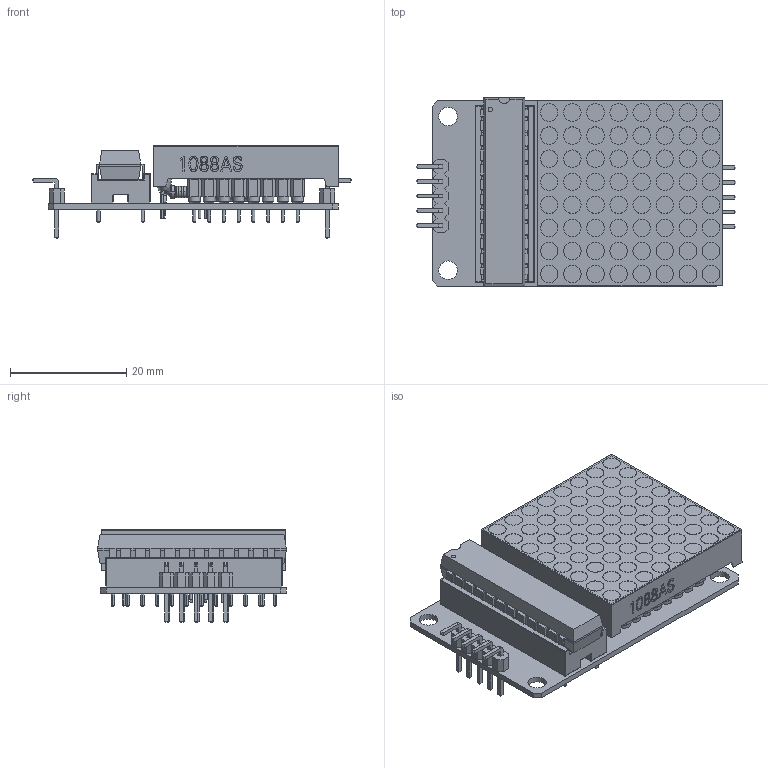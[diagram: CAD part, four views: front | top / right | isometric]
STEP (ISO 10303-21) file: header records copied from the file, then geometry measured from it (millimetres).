
FILE_DESCRIPTION (( 'STEP AP214' ), '1' );
FILE_NAME ('MAX7219 8x8 LED Dot Matrix Display Module.STEP', '2019-11-14T17:17:16', ( '' ), ( '' ), 'SwSTEP 2.0', 'SolidWorks 2019', '' );
FILE_SCHEMA (( 'AUTOMOTIVE_DESIGN' ));
Length unit declared in the file: millimetre
Products named in the file (9): MAX7812 with DIP; C1 0.1uF; R1 10K Resistor; 1088AS; MAX7219 8x8 LED Dot Matrix Display Module; 8x female rounded header; PCB; C2; 90 5xHeader Pins
Assembly tree (10 placements, depth 2):
  MAX7219 8x8 LED Dot Matrix Display Module
    PCB
    90 5xHeader Pins  x2
    MAX7812 with DIP
    1088AS
    8x female rounded header  x2
    C1 0.1uF
    R1 10K Resistor
    C2
Bounding box: 55.14 x 32.51 x 16 mm (x, y, z)
Volume: 8838.1 mm3; surface area: 14970.5 mm2
Topology: 129 solids, 129 shells, 2521 faces, 6027 edges, 3824 vertices
Faces by surface type: plane 1315, cylinder 834, cone 164, torus 93, bspline 75, sphere 40
Entity records: 85433 total; most frequent: CARTESIAN_POINT 15575, DIRECTION 10874, ORIENTED_EDGE 10242, EDGE_CURVE 5121, AXIS2_PLACEMENT_3D 3866, VERTEX_POINT 3272, VECTOR 3142, LINE 3142
